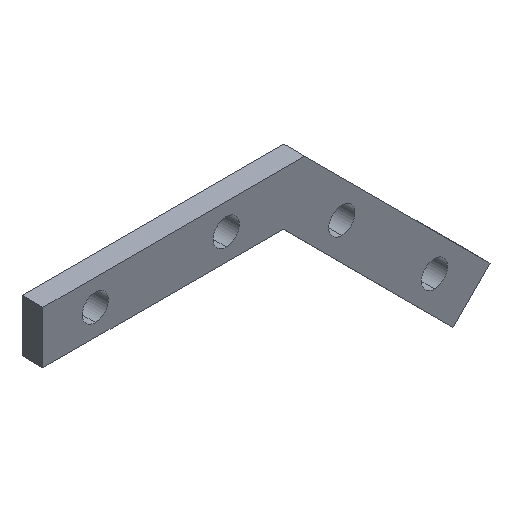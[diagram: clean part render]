
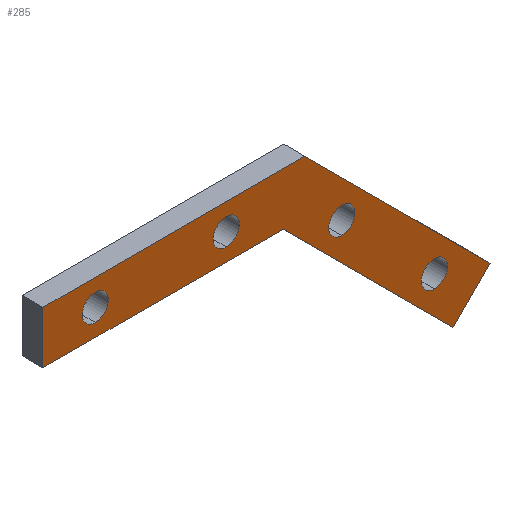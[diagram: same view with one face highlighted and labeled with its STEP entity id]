
A CAD part, isometric view. The second image highlights one B-rep face of the part: STEP entity #285.
In plain terms, the highlighted planar face has unit normal (0, -1, 0).
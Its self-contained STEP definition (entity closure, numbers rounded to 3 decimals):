
#3 = VERTEX_POINT ( 'NONE', #210 ) ;
#6 = VERTEX_POINT ( 'NONE', #225 ) ;
#7 = EDGE_CURVE ( 'NONE', #148, #167, #226, .T. ) ;
#20 = EDGE_CURVE ( 'NONE', #135, #21, #239, .T. ) ;
#21 = VERTEX_POINT ( 'NONE', #240 ) ;
#30 = EDGE_CURVE ( 'NONE', #6, #3, #191, .T. ) ;
#31 = EDGE_CURVE ( 'NONE', #21, #6, #188, .T. ) ;
#50 = VERTEX_POINT ( 'NONE', #308 ) ;
#51 = EDGE_CURVE ( 'NONE', #50, #125, #283, .T. ) ;
#55 = EDGE_CURVE ( 'NONE', #3, #50, #273, .T. ) ;
#74 = ORIENTED_EDGE ( 'NONE', *, *, #55, .F. ) ;
#85 = ORIENTED_EDGE ( 'NONE', *, *, #20, .F. ) ;
#99 = EDGE_CURVE ( 'NONE', #140, #139, #413, .T. ) ;
#100 = ORIENTED_EDGE ( 'NONE', *, *, #124, .F. ) ;
#101 = EDGE_CURVE ( 'NONE', #157, #147, #381, .T. ) ;
#102 = ORIENTED_EDGE ( 'NONE', *, *, #99, .T. ) ;
#103 = EDGE_CURVE ( 'NONE', #164, #165, #327, .T. ) ;
#104 = EDGE_LOOP ( 'NONE', ( #263, #106 ) ) ;
#105 = EDGE_LOOP ( 'NONE', ( #102, #230 ) ) ;
#106 = ORIENTED_EDGE ( 'NONE', *, *, #156, .T. ) ;
#109 = ORIENTED_EDGE ( 'NONE', *, *, #103, .T. ) ;
#113 = EDGE_CURVE ( 'NONE', #167, #148, #371, .T. ) ;
#124 = EDGE_CURVE ( 'NONE', #125, #135, #374, .T. ) ;
#125 = VERTEX_POINT ( 'NONE', #490 ) ;
#135 = VERTEX_POINT ( 'NONE', #469 ) ;
#139 = VERTEX_POINT ( 'NONE', #491 ) ;
#140 = VERTEX_POINT ( 'NONE', #471 ) ;
#143 = EDGE_CURVE ( 'NONE', #139, #140, #482, .T. ) ;
#147 = VERTEX_POINT ( 'NONE', #455 ) ;
#148 = VERTEX_POINT ( 'NONE', #451 ) ;
#156 = EDGE_CURVE ( 'NONE', #147, #157, #506, .T. ) ;
#157 = VERTEX_POINT ( 'NONE', #393 ) ;
#164 = VERTEX_POINT ( 'NONE', #355 ) ;
#165 = VERTEX_POINT ( 'NONE', #390 ) ;
#167 = VERTEX_POINT ( 'NONE', #354 ) ;
#174 = EDGE_CURVE ( 'NONE', #165, #164, #338, .T. ) ;
#181 = EDGE_LOOP ( 'NONE', ( #100, #323, #74, #213, #324, #85 ) ) ;
#184 = ORIENTED_EDGE ( 'NONE', *, *, #174, .T. ) ;
#186 = AXIS2_PLACEMENT_3D ( 'NONE', #229, #320, #319 ) ;
#188 = LINE ( 'NONE', #316, #315 ) ;
#189 = DIRECTION ( 'NONE',  ( -0.707, 0., -0.707 ) ) ;
#190 = VECTOR ( 'NONE', #189, 1000. ) ;
#191 = LINE ( 'NONE', #196, #190 ) ;
#196 = CARTESIAN_POINT ( 'NONE',  ( 85.355, 0., -35.355 ) ) ;
#210 = CARTESIAN_POINT ( 'NONE',  ( 78.284, 0., -42.426 ) ) ;
#211 = EDGE_LOOP ( 'NONE', ( #286, #288 ) ) ;
#213 = ORIENTED_EDGE ( 'NONE', *, *, #30, .F. ) ;
#222 = EDGE_LOOP ( 'NONE', ( #109, #184 ) ) ;
#225 = CARTESIAN_POINT ( 'NONE',  ( 85.355, 0., -35.355 ) ) ;
#226 = CIRCLE ( 'NONE', #186, 2.5 ) ;
#229 = CARTESIAN_POINT ( 'NONE',  ( 10., 0., -5. ) ) ;
#230 = ORIENTED_EDGE ( 'NONE', *, *, #143, .T. ) ;
#237 = DIRECTION ( 'NONE',  ( 1., 0., 0. ) ) ;
#238 = VECTOR ( 'NONE', #237, 1000. ) ;
#239 = LINE ( 'NONE', #244, #238 ) ;
#240 = CARTESIAN_POINT ( 'NONE',  ( 50., 0., 0. ) ) ;
#244 = CARTESIAN_POINT ( 'NONE',  ( 0., 0., 0. ) ) ;
#263 = ORIENTED_EDGE ( 'NONE', *, *, #101, .T. ) ;
#271 = DIRECTION ( 'NONE',  ( -0.707, 0., 0.707 ) ) ;
#272 = VECTOR ( 'NONE', #271, 1000. ) ;
#273 = LINE ( 'NONE', #293, #272 ) ;
#280 = DIRECTION ( 'NONE',  ( -1., 0., 0. ) ) ;
#281 = VECTOR ( 'NONE', #280, 1000. ) ;
#282 = CARTESIAN_POINT ( 'NONE',  ( 45.858, 0., -10. ) ) ;
#283 = LINE ( 'NONE', #282, #281 ) ;
#285 = ADVANCED_FACE ( 'NONE', ( #408, #401, #430, #426, #425 ), #409, .F. ) ;
#286 = ORIENTED_EDGE ( 'NONE', *, *, #113, .T. ) ;
#288 = ORIENTED_EDGE ( 'NONE', *, *, #7, .T. ) ;
#293 = CARTESIAN_POINT ( 'NONE',  ( 78.284, 0., -42.426 ) ) ;
#308 = CARTESIAN_POINT ( 'NONE',  ( 45.858, 0., -10. ) ) ;
#314 = DIRECTION ( 'NONE',  ( 0.707, 0., -0.707 ) ) ;
#315 = VECTOR ( 'NONE', #314, 1000. ) ;
#316 = CARTESIAN_POINT ( 'NONE',  ( 50., 0., 0. ) ) ;
#319 = DIRECTION ( 'NONE',  ( 0., 0., 1. ) ) ;
#320 = DIRECTION ( 'NONE',  ( 0., 1., 0. ) ) ;
#323 = ORIENTED_EDGE ( 'NONE', *, *, #51, .F. ) ;
#324 = ORIENTED_EDGE ( 'NONE', *, *, #31, .F. ) ;
#327 = CIRCLE ( 'NONE', #518, 2.5 ) ;
#331 = CARTESIAN_POINT ( 'NONE',  ( 57.071, 0., -14.142 ) ) ;
#338 = CIRCLE ( 'NONE', #339, 2.5 ) ;
#339 = AXIS2_PLACEMENT_3D ( 'NONE', #407, #386, #400 ) ;
#349 = AXIS2_PLACEMENT_3D ( 'NONE', #424, #422, #421 ) ;
#354 = CARTESIAN_POINT ( 'NONE',  ( 10., 0., -2.5 ) ) ;
#355 = CARTESIAN_POINT ( 'NONE',  ( 74.749, 0., -29.32 ) ) ;
#368 = DIRECTION ( 'NONE',  ( 0., 0., 1. ) ) ;
#369 = DIRECTION ( 'NONE',  ( 0., 1., 0. ) ) ;
#370 = AXIS2_PLACEMENT_3D ( 'NONE', #377, #369, #368 ) ;
#371 = CIRCLE ( 'NONE', #370, 2.5 ) ;
#374 = LINE ( 'NONE', #493, #488 ) ;
#377 = CARTESIAN_POINT ( 'NONE',  ( 10., 0., -5. ) ) ;
#380 = AXIS2_PLACEMENT_3D ( 'NONE', #331, #440, #439 ) ;
#381 = CIRCLE ( 'NONE', #441, 2.5 ) ;
#386 = DIRECTION ( 'NONE',  ( 0., 1., 0. ) ) ;
#388 = DIRECTION ( 'NONE',  ( 0., 0., 1. ) ) ;
#389 = DIRECTION ( 'NONE',  ( 0., 1., 0. ) ) ;
#390 = CARTESIAN_POINT ( 'NONE',  ( 74.749, 0., -34.32 ) ) ;
#393 = CARTESIAN_POINT ( 'NONE',  ( 35., 0., -2.5 ) ) ;
#400 = DIRECTION ( 'NONE',  ( 0., 0., 1. ) ) ;
#401 = FACE_BOUND ( 'NONE', #104, .T. ) ;
#407 = CARTESIAN_POINT ( 'NONE',  ( 74.749, 0., -31.82 ) ) ;
#408 = FACE_BOUND ( 'NONE', #211, .T. ) ;
#409 = PLANE ( 'NONE',  #349 ) ;
#413 = CIRCLE ( 'NONE', #380, 2.5 ) ;
#421 = DIRECTION ( 'NONE',  ( 0., 0., 1. ) ) ;
#422 = DIRECTION ( 'NONE',  ( 0., 1., 0. ) ) ;
#424 = CARTESIAN_POINT ( 'NONE',  ( 0., 0., 0. ) ) ;
#425 = FACE_OUTER_BOUND ( 'NONE', #181, .T. ) ;
#426 = FACE_BOUND ( 'NONE', #105, .T. ) ;
#430 = FACE_BOUND ( 'NONE', #222, .T. ) ;
#435 = DIRECTION ( 'NONE',  ( 0., 1., 0. ) ) ;
#438 = CARTESIAN_POINT ( 'NONE',  ( 35., 0., -5. ) ) ;
#439 = DIRECTION ( 'NONE',  ( 0., 0., 1. ) ) ;
#440 = DIRECTION ( 'NONE',  ( 0., 1., 0. ) ) ;
#441 = AXIS2_PLACEMENT_3D ( 'NONE', #438, #435, #520 ) ;
#451 = CARTESIAN_POINT ( 'NONE',  ( 10., 0., -7.5 ) ) ;
#452 = DIRECTION ( 'NONE',  ( 0., 0., 1. ) ) ;
#453 = DIRECTION ( 'NONE',  ( 0., 1., 0. ) ) ;
#455 = CARTESIAN_POINT ( 'NONE',  ( 35., 0., -7.5 ) ) ;
#458 = AXIS2_PLACEMENT_3D ( 'NONE', #477, #453, #452 ) ;
#469 = CARTESIAN_POINT ( 'NONE',  ( 0., 0., 0. ) ) ;
#471 = CARTESIAN_POINT ( 'NONE',  ( 57.071, 0., -11.642 ) ) ;
#477 = CARTESIAN_POINT ( 'NONE',  ( 57.071, 0., -14.142 ) ) ;
#482 = CIRCLE ( 'NONE', #458, 2.5 ) ;
#488 = VECTOR ( 'NONE', #492, 1000. ) ;
#490 = CARTESIAN_POINT ( 'NONE',  ( 0., 0., -10. ) ) ;
#491 = CARTESIAN_POINT ( 'NONE',  ( 57.071, 0., -16.642 ) ) ;
#492 = DIRECTION ( 'NONE',  ( 0., 0., 1. ) ) ;
#493 = CARTESIAN_POINT ( 'NONE',  ( 0., 0., -10. ) ) ;
#501 = CARTESIAN_POINT ( 'NONE',  ( 35., 0., -5. ) ) ;
#503 = AXIS2_PLACEMENT_3D ( 'NONE', #501, #389, #388 ) ;
#506 = CIRCLE ( 'NONE', #503, 2.5 ) ;
#515 = DIRECTION ( 'NONE',  ( 0., 0., 1. ) ) ;
#516 = DIRECTION ( 'NONE',  ( 0., 1., 0. ) ) ;
#517 = CARTESIAN_POINT ( 'NONE',  ( 74.749, 0., -31.82 ) ) ;
#518 = AXIS2_PLACEMENT_3D ( 'NONE', #517, #516, #515 ) ;
#520 = DIRECTION ( 'NONE',  ( 0., 0., 1. ) ) ;
